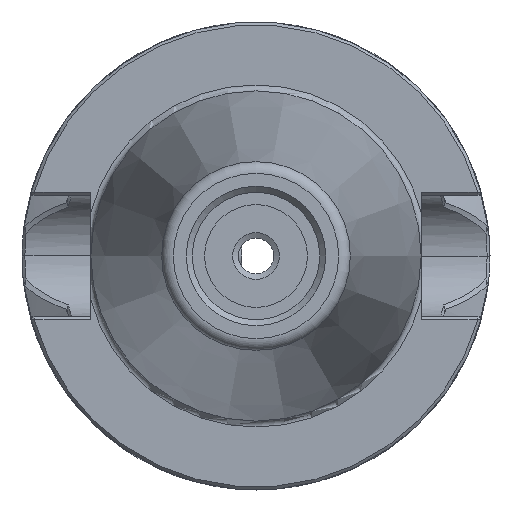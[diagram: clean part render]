
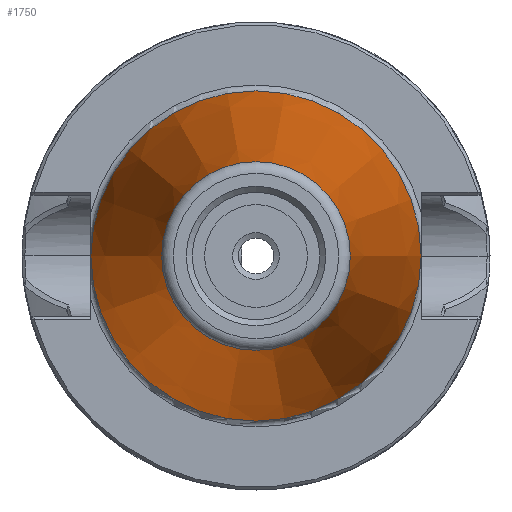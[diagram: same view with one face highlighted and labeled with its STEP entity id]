
A CAD part, left-side view. The second image highlights one B-rep face of the part: STEP entity #1750.
In plain terms, the highlighted conical face has half-angle 8.445 degrees and reference radius 17.363 mm.
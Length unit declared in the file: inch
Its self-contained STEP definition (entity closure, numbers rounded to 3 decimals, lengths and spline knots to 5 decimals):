
#367=FACE_OUTER_BOUND('',#469,.T.);
#469=EDGE_LOOP('',(#1596,#1597,#1598,#1599,#1600));
#567=LINE('',#3886,#655);
#655=VECTOR('',#2295,0.68356);
#706=CIRCLE('',#1911,0.875);
#707=CIRCLE('',#1912,0.50004);
#708=CIRCLE('',#1913,0.50004);
#876=VERTEX_POINT('',#3883);
#877=VERTEX_POINT('',#3885);
#878=VERTEX_POINT('',#3887);
#1122=EDGE_CURVE('',#876,#876,#706,.T.);
#1123=EDGE_CURVE('',#876,#877,#567,.T.);
#1124=EDGE_CURVE('',#878,#877,#707,.T.);
#1125=EDGE_CURVE('',#877,#878,#708,.T.);
#1596=ORIENTED_EDGE('',*,*,#1122,.T.);
#1597=ORIENTED_EDGE('',*,*,#1123,.T.);
#1598=ORIENTED_EDGE('',*,*,#1124,.F.);
#1599=ORIENTED_EDGE('',*,*,#1125,.F.);
#1600=ORIENTED_EDGE('',*,*,#1123,.F.);
#1663=CONICAL_SURFACE('',#1910,0.68356,0.147);
#1750=ADVANCED_FACE('',(#367),#1663,.T.);
#1910=AXIS2_PLACEMENT_3D('',#3882,#2291,#2292);
#1911=AXIS2_PLACEMENT_3D('',#3884,#2293,#2294);
#1912=AXIS2_PLACEMENT_3D('',#3888,#2296,#2297);
#1913=AXIS2_PLACEMENT_3D('',#3889,#2298,#2299);
#2291=DIRECTION('center_axis',(1.,0.,0.));
#2292=DIRECTION('ref_axis',(0.,-1.,0.));
#2293=DIRECTION('center_axis',(-1.,0.,0.));
#2294=DIRECTION('ref_axis',(0.,0.,1.));
#2295=DIRECTION('',(-0.989,-0.147,0.));
#2296=DIRECTION('center_axis',(-1.,0.,0.));
#2297=DIRECTION('ref_axis',(0.,1.,0.));
#2298=DIRECTION('center_axis',(-1.,0.,0.));
#2299=DIRECTION('ref_axis',(0.,1.,0.));
#3882=CARTESIAN_POINT('Origin',(-1.28937,0.,0.));
#3883=CARTESIAN_POINT('',(0.,0.875,0.));
#3884=CARTESIAN_POINT('Origin',(0.,0.,0.));
#3885=CARTESIAN_POINT('',(-2.52542,0.50004,0.));
#3886=CARTESIAN_POINT('',(-1.28937,0.68356,0.));
#3887=CARTESIAN_POINT('',(-2.52542,0.,-0.50004));
#3888=CARTESIAN_POINT('Origin',(-2.52542,0.,0.));
#3889=CARTESIAN_POINT('Origin',(-2.52542,0.,0.));
